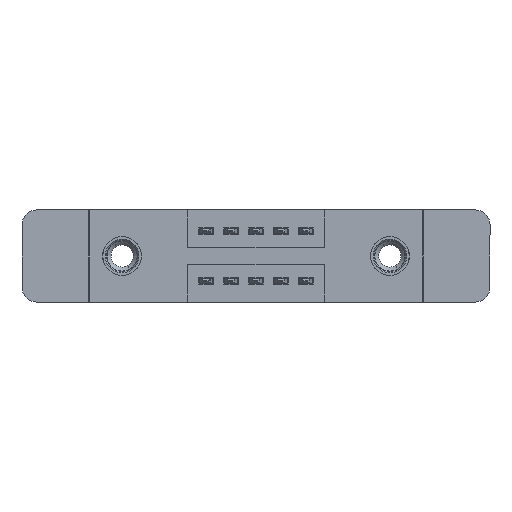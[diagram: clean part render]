
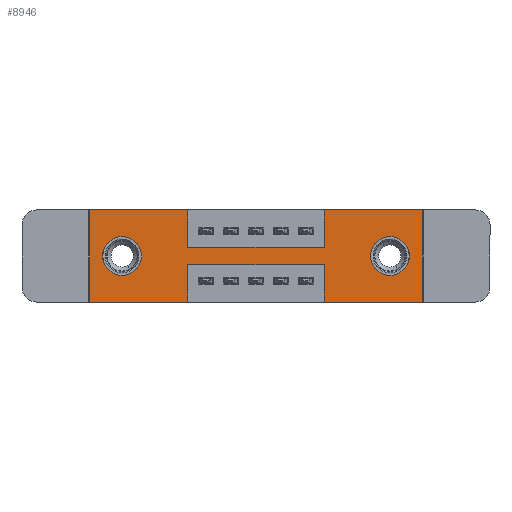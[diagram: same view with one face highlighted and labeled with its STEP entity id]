
A CAD part, front view. The second image highlights one B-rep face of the part: STEP entity #8946.
In plain terms, the highlighted planar face has unit normal (0, -1, 0).
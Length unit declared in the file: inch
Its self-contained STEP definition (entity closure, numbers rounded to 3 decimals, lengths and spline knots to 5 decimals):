
#3 = EDGE_CURVE ( 'NONE', #9262, #1481, #10218, .T. ) ;
#117 = VECTOR ( 'NONE', #11184, 39.37008 ) ;
#449 = CARTESIAN_POINT ( 'NONE',  ( 0., 0., -0.37 ) ) ;
#666 = CARTESIAN_POINT ( 'NONE',  ( 0.13, 0., -0.185 ) ) ;
#673 = DIRECTION ( 'NONE',  ( 0., 0., -1. ) ) ;
#693 = EDGE_CURVE ( 'NONE', #1481, #9262, #1593, .T. ) ;
#761 = CARTESIAN_POINT ( 'NONE',  ( 0., 0., 0. ) ) ;
#801 = CARTESIAN_POINT ( 'NONE',  ( 0.13, 0., -0.263 ) ) ;
#855 = DIRECTION ( 'NONE',  ( 0., 0., 1. ) ) ;
#868 = LINE ( 'NONE', #5398, #6714 ) ;
#1250 = DIRECTION ( 'NONE',  ( 0., 0., 1. ) ) ;
#1480 = ORIENTED_EDGE ( 'NONE', *, *, #12235, .T. ) ;
#1481 = VERTEX_POINT ( 'NONE', #801 ) ;
#1483 = DIRECTION ( 'NONE',  ( 0., 1., 0. ) ) ;
#1489 = CARTESIAN_POINT ( 'NONE',  ( 1.205, 0., -0.185 ) ) ;
#1562 = AXIS2_PLACEMENT_3D ( 'NONE', #13825, #7230, #673 ) ;
#1593 = CIRCLE ( 'NONE', #1751, 0.078 ) ;
#1745 = DIRECTION ( 'NONE',  ( 0., 0., 1. ) ) ;
#1751 = AXIS2_PLACEMENT_3D ( 'NONE', #666, #8321, #1745 ) ;
#1761 = CARTESIAN_POINT ( 'NONE',  ( 0., 0., -0.37 ) ) ;
#1808 = VECTOR ( 'NONE', #8408, 39.37008 ) ;
#1830 = DIRECTION ( 'NONE',  ( 0., 0., -1. ) ) ;
#1867 = ORIENTED_EDGE ( 'NONE', *, *, #693, .T. ) ;
#1991 = CARTESIAN_POINT ( 'NONE',  ( 0.9425, 0., -0.22 ) ) ;
#2169 = LINE ( 'NONE', #7304, #7658 ) ;
#2288 = EDGE_CURVE ( 'NONE', #8856, #12833, #7404, .T. ) ;
#2339 = CARTESIAN_POINT ( 'NONE',  ( 0.9425, 0., -0.15 ) ) ;
#2353 = EDGE_CURVE ( 'NONE', #4023, #5249, #12556, .T. ) ;
#2381 = CARTESIAN_POINT ( 'NONE',  ( 0.3925, 0., -0.15 ) ) ;
#2463 = LINE ( 'NONE', #2895, #13469 ) ;
#2580 = DIRECTION ( 'NONE',  ( 0., 0., -1. ) ) ;
#2712 = CARTESIAN_POINT ( 'NONE',  ( 0.13, 0., -0.185 ) ) ;
#2862 = ORIENTED_EDGE ( 'NONE', *, *, #11213, .F. ) ;
#2874 = DIRECTION ( 'NONE',  ( 0., 0., -1. ) ) ;
#2895 = CARTESIAN_POINT ( 'NONE',  ( 0., 0., -0.37 ) ) ;
#2984 = CARTESIAN_POINT ( 'NONE',  ( 0.9425, 0., -0.37 ) ) ;
#3223 = ORIENTED_EDGE ( 'NONE', *, *, #11212, .F. ) ;
#3385 = EDGE_CURVE ( 'NONE', #10770, #6553, #868, .T. ) ;
#3400 = CARTESIAN_POINT ( 'NONE',  ( 0.13, 0., -0.107 ) ) ;
#3522 = ORIENTED_EDGE ( 'NONE', *, *, #4225, .F. ) ;
#3812 = CIRCLE ( 'NONE', #8251, 0.078 ) ;
#3893 = CARTESIAN_POINT ( 'NONE',  ( 0.3925, 0., 0. ) ) ;
#3971 = CARTESIAN_POINT ( 'NONE',  ( 0.3925, 0., 0. ) ) ;
#4005 = DIRECTION ( 'NONE',  ( -1., 0., 0. ) ) ;
#4023 = VERTEX_POINT ( 'NONE', #7320 ) ;
#4066 = CARTESIAN_POINT ( 'NONE',  ( 0.3925, 0., -0.15 ) ) ;
#4077 = ORIENTED_EDGE ( 'NONE', *, *, #3, .T. ) ;
#4225 = EDGE_CURVE ( 'NONE', #12833, #10872, #8033, .T. ) ;
#4499 = VERTEX_POINT ( 'NONE', #449 ) ;
#4689 = EDGE_CURVE ( 'NONE', #4499, #8856, #5110, .T. ) ;
#4738 = ORIENTED_EDGE ( 'NONE', *, *, #4689, .F. ) ;
#4836 = AXIS2_PLACEMENT_3D ( 'NONE', #1761, #9440, #2874 ) ;
#4936 = DIRECTION ( 'NONE',  ( -1., 0., 0. ) ) ;
#5033 = VECTOR ( 'NONE', #9418, 39.37008 ) ;
#5057 = VECTOR ( 'NONE', #855, 39.37008 ) ;
#5110 = LINE ( 'NONE', #761, #1808 ) ;
#5249 = VERTEX_POINT ( 'NONE', #2984 ) ;
#5398 = CARTESIAN_POINT ( 'NONE',  ( 0., 0., 0. ) ) ;
#5425 = FACE_BOUND ( 'NONE', #9486, .T. ) ;
#5519 = CARTESIAN_POINT ( 'NONE',  ( 0.3925, 0., -0.22 ) ) ;
#5728 = VECTOR ( 'NONE', #11722, 39.37008 ) ;
#5965 = CARTESIAN_POINT ( 'NONE',  ( 0., 0., 0. ) ) ;
#6143 = CARTESIAN_POINT ( 'NONE',  ( 0.3925, 0., -0.37 ) ) ;
#6178 = CARTESIAN_POINT ( 'NONE',  ( 0.3925, 0., -0.37 ) ) ;
#6332 = CARTESIAN_POINT ( 'NONE',  ( 1.335, 0., 0. ) ) ;
#6526 = EDGE_CURVE ( 'NONE', #10872, #9280, #8279, .T. ) ;
#6553 = VERTEX_POINT ( 'NONE', #6332 ) ;
#6714 = VECTOR ( 'NONE', #11970, 39.37008 ) ;
#6771 = EDGE_LOOP ( 'NONE', ( #3223, #8062, #10675, #13586, #12897, #13111, #13412, #10030, #3522, #6800, #4738, #2862 ) ) ;
#6800 = ORIENTED_EDGE ( 'NONE', *, *, #2288, .F. ) ;
#7022 = DIRECTION ( 'NONE',  ( 1., 0., 0. ) ) ;
#7178 = CARTESIAN_POINT ( 'NONE',  ( 1.205, 0., -0.107 ) ) ;
#7230 = DIRECTION ( 'NONE',  ( 0., 1., 0. ) ) ;
#7304 = CARTESIAN_POINT ( 'NONE',  ( 1.335, 0., 0. ) ) ;
#7320 = CARTESIAN_POINT ( 'NONE',  ( 1.335, 0., -0.37 ) ) ;
#7404 = LINE ( 'NONE', #12477, #10337 ) ;
#7412 = CARTESIAN_POINT ( 'NONE',  ( 0.9425, 0., 0. ) ) ;
#7658 = VECTOR ( 'NONE', #1830, 39.37008 ) ;
#7811 = CARTESIAN_POINT ( 'NONE',  ( 0.9425, 0., -0.37 ) ) ;
#8033 = LINE ( 'NONE', #3893, #13906 ) ;
#8062 = ORIENTED_EDGE ( 'NONE', *, *, #10390, .F. ) ;
#8251 = AXIS2_PLACEMENT_3D ( 'NONE', #1489, #9145, #2580 ) ;
#8279 = LINE ( 'NONE', #4066, #5728 ) ;
#8289 = LINE ( 'NONE', #6178, #5033 ) ;
#8321 = DIRECTION ( 'NONE',  ( 0., 1., 0. ) ) ;
#8328 = FACE_OUTER_BOUND ( 'NONE', #6771, .T. ) ;
#8408 = DIRECTION ( 'NONE',  ( 0., 0., 1. ) ) ;
#8468 = EDGE_CURVE ( 'NONE', #6553, #4023, #2169, .T. ) ;
#8835 = LINE ( 'NONE', #10085, #117 ) ;
#8856 = VERTEX_POINT ( 'NONE', #5965 ) ;
#8946 = ADVANCED_FACE ( 'NONE', ( #5425, #14204, #8328 ), #13782, .T. ) ;
#9145 = DIRECTION ( 'NONE',  ( 0., 1., 0. ) ) ;
#9196 = AXIS2_PLACEMENT_3D ( 'NONE', #2712, #1483, #13150 ) ;
#9262 = VERTEX_POINT ( 'NONE', #3400 ) ;
#9280 = VERTEX_POINT ( 'NONE', #2339 ) ;
#9418 = DIRECTION ( 'NONE',  ( 0., 0., -1. ) ) ;
#9440 = DIRECTION ( 'NONE',  ( 0., -1., 0. ) ) ;
#9486 = EDGE_LOOP ( 'NONE', ( #1480, #13835 ) ) ;
#9538 = EDGE_CURVE ( 'NONE', #9280, #10770, #10229, .T. ) ;
#9597 = VERTEX_POINT ( 'NONE', #1991 ) ;
#9685 = CARTESIAN_POINT ( 'NONE',  ( 1.205, 0., -0.263 ) ) ;
#9994 = LINE ( 'NONE', #7811, #10333 ) ;
#10002 = VECTOR ( 'NONE', #4936, 39.37008 ) ;
#10030 = ORIENTED_EDGE ( 'NONE', *, *, #6526, .F. ) ;
#10085 = CARTESIAN_POINT ( 'NONE',  ( 0.3925, 0., -0.22 ) ) ;
#10218 = CIRCLE ( 'NONE', #9196, 0.078 ) ;
#10229 = LINE ( 'NONE', #7412, #5057 ) ;
#10332 = VERTEX_POINT ( 'NONE', #5519 ) ;
#10333 = VECTOR ( 'NONE', #1250, 39.37008 ) ;
#10337 = VECTOR ( 'NONE', #7022, 39.37008 ) ;
#10390 = EDGE_CURVE ( 'NONE', #9597, #10332, #8835, .T. ) ;
#10675 = ORIENTED_EDGE ( 'NONE', *, *, #12559, .F. ) ;
#10691 = VERTEX_POINT ( 'NONE', #9685 ) ;
#10770 = VERTEX_POINT ( 'NONE', #14217 ) ;
#10872 = VERTEX_POINT ( 'NONE', #2381 ) ;
#11184 = DIRECTION ( 'NONE',  ( -1., 0., 0. ) ) ;
#11189 = VERTEX_POINT ( 'NONE', #7178 ) ;
#11212 = EDGE_CURVE ( 'NONE', #10332, #12828, #8289, .T. ) ;
#11213 = EDGE_CURVE ( 'NONE', #12828, #4499, #2463, .T. ) ;
#11512 = CARTESIAN_POINT ( 'NONE',  ( 0., 0., -0.37 ) ) ;
#11722 = DIRECTION ( 'NONE',  ( 1., 0., 0. ) ) ;
#11970 = DIRECTION ( 'NONE',  ( 1., 0., 0. ) ) ;
#12058 = EDGE_CURVE ( 'NONE', #10691, #11189, #3812, .T. ) ;
#12235 = EDGE_CURVE ( 'NONE', #11189, #10691, #13443, .T. ) ;
#12477 = CARTESIAN_POINT ( 'NONE',  ( 0., 0., 0. ) ) ;
#12556 = LINE ( 'NONE', #11512, #10002 ) ;
#12559 = EDGE_CURVE ( 'NONE', #5249, #9597, #9994, .T. ) ;
#12828 = VERTEX_POINT ( 'NONE', #6143 ) ;
#12833 = VERTEX_POINT ( 'NONE', #3971 ) ;
#12897 = ORIENTED_EDGE ( 'NONE', *, *, #8468, .F. ) ;
#13111 = ORIENTED_EDGE ( 'NONE', *, *, #3385, .F. ) ;
#13150 = DIRECTION ( 'NONE',  ( 0., 0., 1. ) ) ;
#13412 = ORIENTED_EDGE ( 'NONE', *, *, #9538, .F. ) ;
#13440 = EDGE_LOOP ( 'NONE', ( #4077, #1867 ) ) ;
#13443 = CIRCLE ( 'NONE', #1562, 0.078 ) ;
#13469 = VECTOR ( 'NONE', #4005, 39.37008 ) ;
#13550 = DIRECTION ( 'NONE',  ( 0., 0., -1. ) ) ;
#13586 = ORIENTED_EDGE ( 'NONE', *, *, #2353, .F. ) ;
#13782 = PLANE ( 'NONE',  #4836 ) ;
#13825 = CARTESIAN_POINT ( 'NONE',  ( 1.205, 0., -0.185 ) ) ;
#13835 = ORIENTED_EDGE ( 'NONE', *, *, #12058, .T. ) ;
#13906 = VECTOR ( 'NONE', #13550, 39.37008 ) ;
#14204 = FACE_BOUND ( 'NONE', #13440, .T. ) ;
#14217 = CARTESIAN_POINT ( 'NONE',  ( 0.9425, 0., 0. ) ) ;
